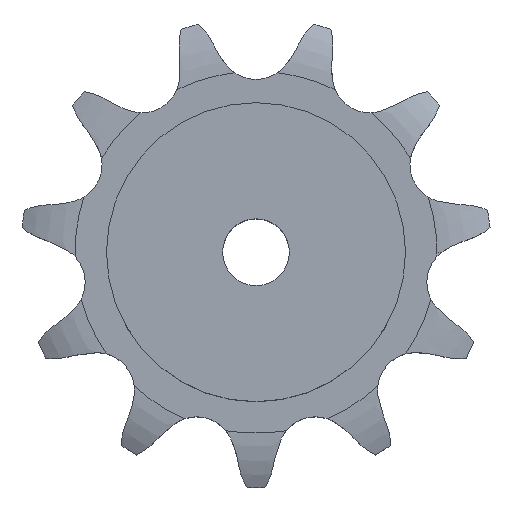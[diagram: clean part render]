
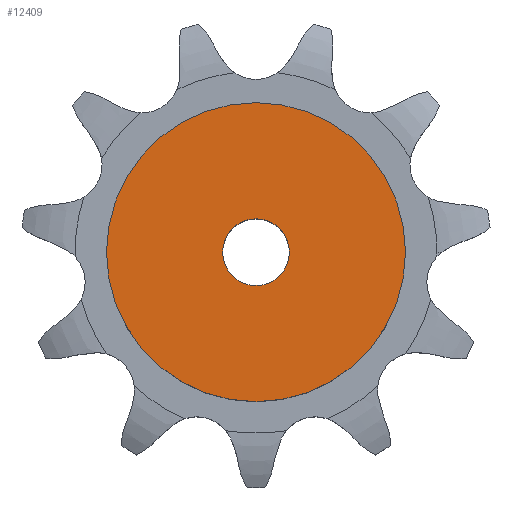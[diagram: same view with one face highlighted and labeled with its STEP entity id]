
A CAD part, top view. The second image highlights one B-rep face of the part: STEP entity #12409.
In plain terms, the highlighted planar face has unit normal (0, 0, 1).
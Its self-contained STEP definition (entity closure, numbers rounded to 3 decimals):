
#2049 = CYLINDRICAL_SURFACE('',#2050,56.);
#2050 = AXIS2_PLACEMENT_3D('',#2051,#2052,#2053);
#2051 = CARTESIAN_POINT('',(0.,0.,0.));
#2052 = DIRECTION('',(-0.,-0.,-1.));
#2053 = DIRECTION('',(1.,0.,0.));
#8161 = VERTEX_POINT('',#8162);
#8162 = CARTESIAN_POINT('',(56.,0.,70.));
#8183 = EDGE_CURVE('',#8161,#8161,#8184,.T.);
#8184 = SURFACE_CURVE('',#8185,(#8190,#8197),.PCURVE_S1.);
#8185 = CIRCLE('',#8186,56.);
#8186 = AXIS2_PLACEMENT_3D('',#8187,#8188,#8189);
#8187 = CARTESIAN_POINT('',(0.,0.,70.));
#8188 = DIRECTION('',(0.,0.,1.));
#8189 = DIRECTION('',(1.,0.,0.));
#8190 = PCURVE('',#2049,#8191);
#8191 = DEFINITIONAL_REPRESENTATION('',(#8192),#8196);
#8192 = LINE('',#8193,#8194);
#8193 = CARTESIAN_POINT('',(-0.,-70.));
#8194 = VECTOR('',#8195,1.);
#8195 = DIRECTION('',(-1.,0.));
#8196 = ( GEOMETRIC_REPRESENTATION_CONTEXT(2) 
PARAMETRIC_REPRESENTATION_CONTEXT() REPRESENTATION_CONTEXT('2D SPACE',''
  ) );
#8197 = PCURVE('',#8198,#8203);
#8198 = PLANE('',#8199);
#8199 = AXIS2_PLACEMENT_3D('',#8200,#8201,#8202);
#8200 = CARTESIAN_POINT('',(0.,0.,70.));
#8201 = DIRECTION('',(0.,0.,1.));
#8202 = DIRECTION('',(1.,0.,0.));
#8203 = DEFINITIONAL_REPRESENTATION('',(#8204),#8208);
#8204 = CIRCLE('',#8205,56.);
#8205 = AXIS2_PLACEMENT_2D('',#8206,#8207);
#8206 = CARTESIAN_POINT('',(0.,0.));
#8207 = DIRECTION('',(1.,0.));
#8208 = ( GEOMETRIC_REPRESENTATION_CONTEXT(2) 
PARAMETRIC_REPRESENTATION_CONTEXT() REPRESENTATION_CONTEXT('2D SPACE',''
  ) );
#10708 = CYLINDRICAL_SURFACE('',#10709,12.5);
#10709 = AXIS2_PLACEMENT_3D('',#10710,#10711,#10712);
#10710 = CARTESIAN_POINT('',(0.,0.,294.829));
#10711 = DIRECTION('',(0.,0.,1.));
#10712 = DIRECTION('',(1.,0.,0.));
#12409 = ADVANCED_FACE('',(#12410,#12413),#8198,.T.);
#12410 = FACE_BOUND('',#12411,.T.);
#12411 = EDGE_LOOP('',(#12412));
#12412 = ORIENTED_EDGE('',*,*,#8183,.T.);
#12413 = FACE_BOUND('',#12414,.T.);
#12414 = EDGE_LOOP('',(#12415));
#12415 = ORIENTED_EDGE('',*,*,#12416,.F.);
#12416 = EDGE_CURVE('',#12417,#12417,#12419,.T.);
#12417 = VERTEX_POINT('',#12418);
#12418 = CARTESIAN_POINT('',(12.5,0.,70.));
#12419 = SURFACE_CURVE('',#12420,(#12425,#12432),.PCURVE_S1.);
#12420 = CIRCLE('',#12421,12.5);
#12421 = AXIS2_PLACEMENT_3D('',#12422,#12423,#12424);
#12422 = CARTESIAN_POINT('',(0.,0.,70.));
#12423 = DIRECTION('',(0.,0.,1.));
#12424 = DIRECTION('',(1.,0.,0.));
#12425 = PCURVE('',#8198,#12426);
#12426 = DEFINITIONAL_REPRESENTATION('',(#12427),#12431);
#12427 = CIRCLE('',#12428,12.5);
#12428 = AXIS2_PLACEMENT_2D('',#12429,#12430);
#12429 = CARTESIAN_POINT('',(0.,0.));
#12430 = DIRECTION('',(1.,0.));
#12431 = ( GEOMETRIC_REPRESENTATION_CONTEXT(2) 
PARAMETRIC_REPRESENTATION_CONTEXT() REPRESENTATION_CONTEXT('2D SPACE',''
  ) );
#12432 = PCURVE('',#10708,#12433);
#12433 = DEFINITIONAL_REPRESENTATION('',(#12434),#12438);
#12434 = LINE('',#12435,#12436);
#12435 = CARTESIAN_POINT('',(0.,-224.829));
#12436 = VECTOR('',#12437,1.);
#12437 = DIRECTION('',(1.,0.));
#12438 = ( GEOMETRIC_REPRESENTATION_CONTEXT(2) 
PARAMETRIC_REPRESENTATION_CONTEXT() REPRESENTATION_CONTEXT('2D SPACE',''
  ) );
